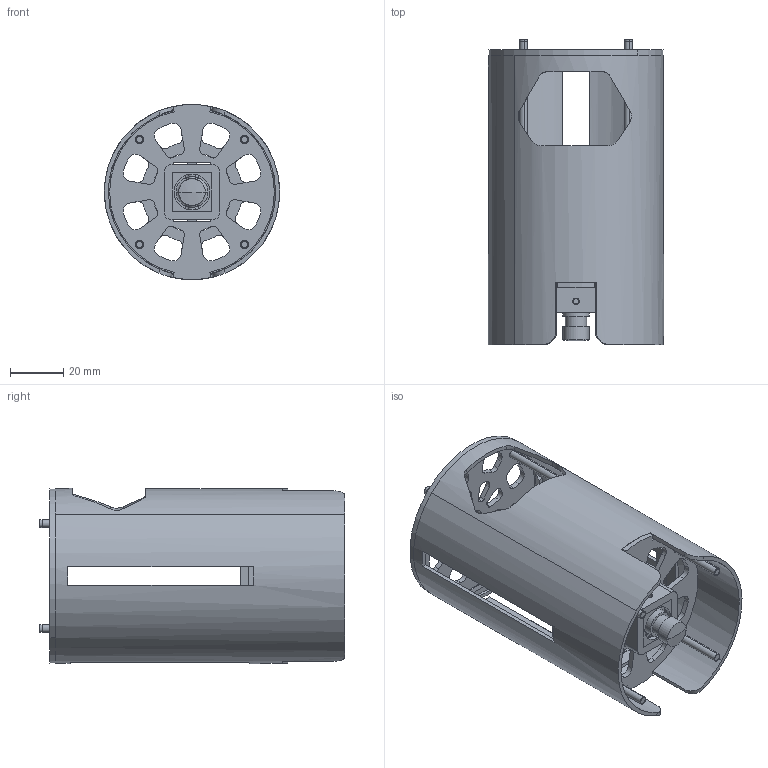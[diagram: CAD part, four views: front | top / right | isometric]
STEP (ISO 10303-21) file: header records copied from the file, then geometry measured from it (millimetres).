
FILE_DESCRIPTION(/* description */ ('VariCAD 2023-2.03 AP-214'),/* implementation_level */ '2;1');
FILE_NAME(/* name */ 'model CanSatu a kamera.stp',/* time_stamp */ '2023-04-12T09:46:58+01:00',/* author */ (''),/* organization */ (''),/* preprocessor_version */ 'VariCAD 2023-2.03',/* originating_system */ 'VariCAD 2023-2.03; kernel version (20180118)',/* authorisation */ '');
FILE_SCHEMA(('AUTOMOTIVE_DESIGN'));
Length unit declared in the file: millimetre
Products named in the file (13): model CanSatu a kamera; [Nepojmenovaný díl 39]; [Nepojmenovaný díl 6]; [Nepojmenovaný díl 7]; [Nepojmenovaný díl 8]; [Nepojmenovaný díl 9]
Assembly tree (12 placements, depth 2):
  model CanSatu a kamera
    (unnamed)
    (unnamed)
    (unnamed)
    [Nepojmenovaný díl 39]
    [Nepojmenovaný díl 39]
    [Nepojmenovaný díl 39]
    [Nepojmenovaný díl 39]
    [Nepojmenovaný díl 6]
    [Nepojmenovaný díl 7]
    [Nepojmenovaný díl 8]
    [Nepojmenovaný díl 9]
    (unnamed)
Bounding box: 65.96 x 115 x 65.95 mm (x, y, z)
Volume: 52004.4 mm3; surface area: 63175.5 mm2
Topology: 12 solids, 12 shells, 481 faces, 1307 edges, 855 vertices
Faces by surface type: plane 234, cylinder 228, bspline 6, sphere 4, torus 4, cone 3, extrusion 2
Entity records: 17486 total; most frequent: CARTESIAN_POINT 4457, DIRECTION 2747, ORIENTED_EDGE 2600, EDGE_CURVE 1300, AXIS2_PLACEMENT_3D 1001, VERTEX_POINT 854, VECTOR 745, LINE 743
